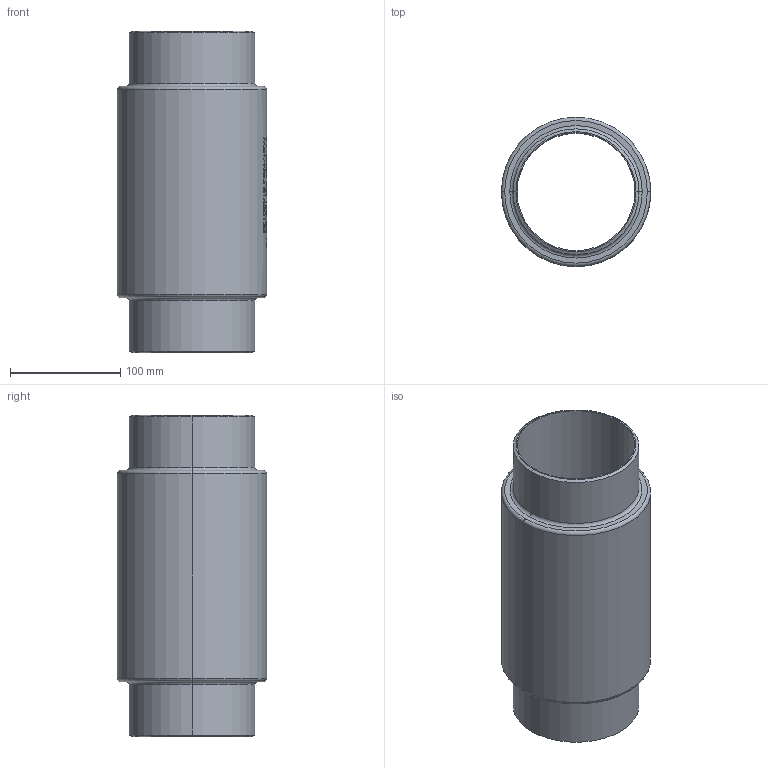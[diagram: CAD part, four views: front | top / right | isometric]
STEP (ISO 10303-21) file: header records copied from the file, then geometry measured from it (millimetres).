
FILE_DESCRIPTION (( 'STEP AP214' ), '1' );
FILE_NAME ('7110000_DN100_ PN10_51420132.STEP', '2022-03-07T11:34:34', ( 'axxx' ), ( 'Hewlett-Packard Company' ), 'SwSTEP 2.0', 'SolidWorks 2019', '' );
FILE_SCHEMA (( 'AUTOMOTIVE_DESIGN' ));
Length unit declared in the file: millimetre
Products named in the file (1): 7110000_DN100_ PN10_51420132
Bounding box: 135.6 x 135.6 x 292 mm (x, y, z)
Volume: 1164746.6 mm3; surface area: 229021.9 mm2
Topology: 1 solids, 1 shells, 488 faces, 1257 edges, 834 vertices
Faces by surface type: plane 241, bspline 208, cylinder 27, torus 8, cone 4
Entity records: 27643 total; most frequent: CARTESIAN_POINT 17156, ORIENTED_EDGE 2514, DIRECTION 1463, EDGE_CURVE 1257, VERTEX_POINT 834, VECTOR 701, LINE 701, EDGE_LOOP 553
